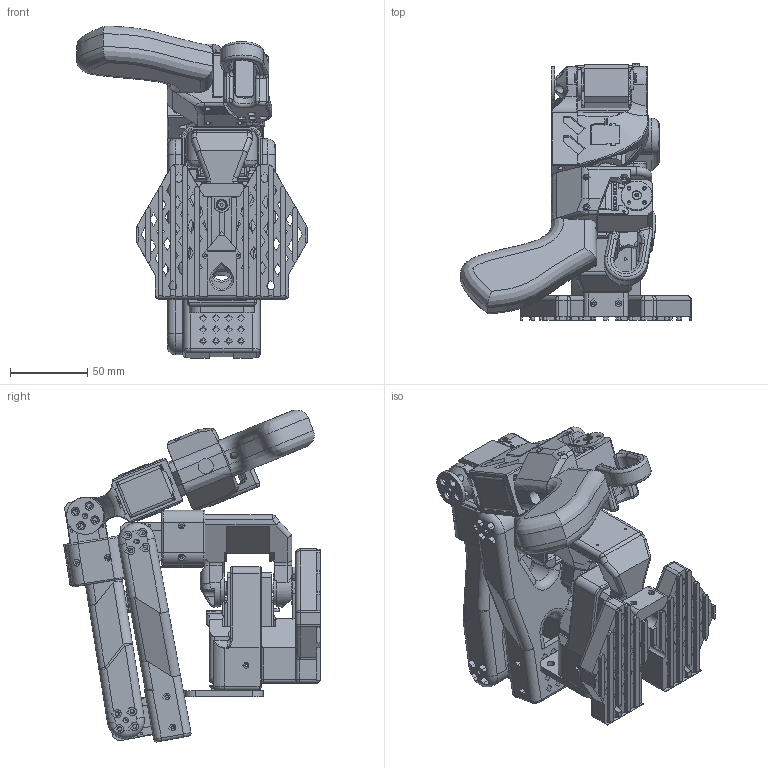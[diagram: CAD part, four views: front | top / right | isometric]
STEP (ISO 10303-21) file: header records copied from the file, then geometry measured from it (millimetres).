
FILE_DESCRIPTION(/* description */ ('','CAx-IF Rec.Pracs.---Representation and Presentation of Product Manufacturing Information (PMI)---4.0---2014-10-13'),/* implementation_level */ '2;1');
FILE_NAME(/* name */ 'SO_5DOF_ARM100_Assembly.step',/* time_stamp */ '2025-01-27T14:25:21+01:00',/* author */ (''),/* organization */ (''),/* preprocessor_version */ 'ST-DEVELOPER v20',/* originating_system */ 'Autodesk Translation Framework v13.20.0.188',/* authorisation */ '');
FILE_SCHEMA (('AP242_MANAGED_MODEL_BASED_3D_ENGINEERING_MIM_LF { 1 0 10303 442 1 1 4 }'));
Products named in the file (13): SO_5DOF_ARM100_08k; Base_08q; WaveShare_Mounting_Plate_01d; Rotation_Pitch_08i; SO_ARM100_08k; Passive_Horn_01; SO_ARM100_08k (1); SO_ARM100_08k (2); Wrist_Roll_Pitch_08i; STS3215_03a; STS3215_03a (1); Wrist_Roll_05m_Leader_02ba; Trigger_04e
Assembly tree (16 placements, depth 2):
  SO_5DOF_ARM100_08k
    Base_08q
    WaveShare_Mounting_Plate_01d
    Rotation_Pitch_08i
    SO_ARM100_08k
    Passive_Horn_01
    STS3215_03a  x5
    SO_ARM100_08k (1)
    SO_ARM100_08k (2)
    Wrist_Roll_Pitch_08i
    STS3215_03a (1)
    Wrist_Roll_05m_Leader_02ba
    Trigger_04e
Bounding box: 149.53 x 166.37 x 215.15 mm (x, y, z)
Volume: 845667.2 mm3; surface area: 260481.4 mm2
Topology: 20 solids, 20 shells, 3670 faces, 9814 edges, 6199 vertices
Faces by surface type: plane 2354, cylinder 918, bspline 203, torus 116, cone 58, sphere 21
Full cylindrical faces by diameter (mm): 1.2 x1, 1.5 x50, 2 x38, 2.1 x1, 2.2 x1, 2.5 x50, 3.2 x13, 3.5 x12, 4 x3, 4.8 x6, 5.2 x5, 5.4 x8, 6 x11, 7 x1, 7.904 x1, 9 x7, 10 x1, 20 x12, 24 x1
Entity records: 107428 total; most frequent: CARTESIAN_POINT 32028, ORIENTED_EDGE 16086, DIRECTION 15006, EDGE_CURVE 8043, LINE 5498, VECTOR 5498, VERTEX_POINT 5095, AXIS2_PLACEMENT_3D 4754
